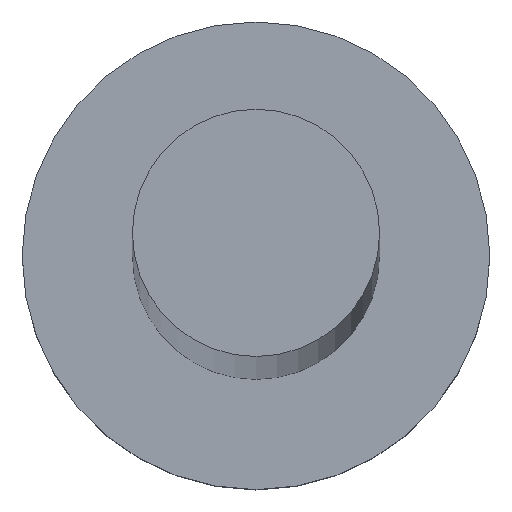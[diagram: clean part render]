
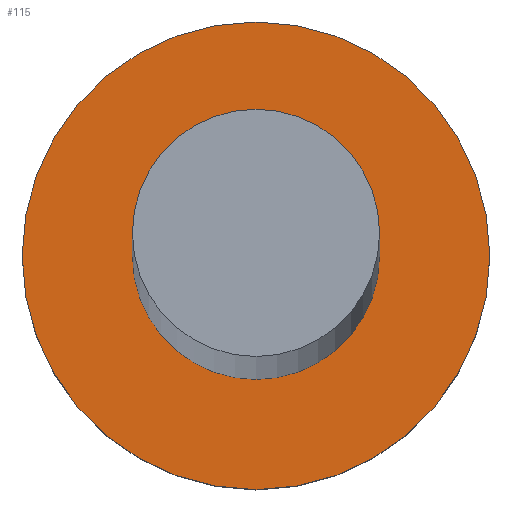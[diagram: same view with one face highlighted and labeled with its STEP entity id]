
A CAD part, top view. The second image highlights one B-rep face of the part: STEP entity #115.
In plain terms, the highlighted planar face has unit normal (0, 0, 1).
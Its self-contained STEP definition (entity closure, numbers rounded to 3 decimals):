
#4 = DIRECTION ( 'NONE',  ( 1., 0., 0. ) ) ;
#7 = EDGE_CURVE ( 'NONE', #94, #248, #81, .T. ) ;
#18 = FACE_BOUND ( 'NONE', #129, .T. ) ;
#19 = DIRECTION ( 'NONE',  ( 0., 0., 1. ) ) ;
#32 = ORIENTED_EDGE ( 'NONE', *, *, #220, .T. ) ;
#35 = ORIENTED_EDGE ( 'NONE', *, *, #42, .F. ) ;
#36 = DIRECTION ( 'NONE',  ( 0., 0., 1. ) ) ;
#42 = EDGE_CURVE ( 'NONE', #248, #94, #222, .T. ) ;
#51 = ORIENTED_EDGE ( 'NONE', *, *, #7, .F. ) ;
#53 = CARTESIAN_POINT ( 'NONE',  ( 3.5, 0., 3. ) ) ;
#65 = DIRECTION ( 'NONE',  ( 0., 0., 1. ) ) ;
#67 = DIRECTION ( 'NONE',  ( 0., 0., 1. ) ) ;
#72 = DIRECTION ( 'NONE',  ( 1., 0., 0. ) ) ;
#73 = CIRCLE ( 'NONE', #224, 3.5 ) ;
#74 = CARTESIAN_POINT ( 'NONE',  ( 1.85, 0., 3. ) ) ;
#81 = CIRCLE ( 'NONE', #184, 1.85 ) ;
#94 = VERTEX_POINT ( 'NONE', #74 ) ;
#96 = DIRECTION ( 'NONE',  ( 0., 0., 1. ) ) ;
#101 = AXIS2_PLACEMENT_3D ( 'NONE', #251, #36, #72 ) ;
#102 = DIRECTION ( 'NONE',  ( 1., 0., 0. ) ) ;
#103 = CIRCLE ( 'NONE', #101, 3.5 ) ;
#115 = ADVANCED_FACE ( 'NONE', ( #18, #135 ), #155, .T. ) ;
#116 = CARTESIAN_POINT ( 'NONE',  ( -3.5, 0., 3. ) ) ;
#128 = VERTEX_POINT ( 'NONE', #53 ) ;
#129 = EDGE_LOOP ( 'NONE', ( #35, #51 ) ) ;
#130 = AXIS2_PLACEMENT_3D ( 'NONE', #164, #65, #102 ) ;
#135 = FACE_OUTER_BOUND ( 'NONE', #190, .T. ) ;
#155 = PLANE ( 'NONE',  #252 ) ;
#164 = CARTESIAN_POINT ( 'NONE',  ( 0., 0., 3. ) ) ;
#178 = DIRECTION ( 'NONE',  ( 1., 0., 0. ) ) ;
#179 = CARTESIAN_POINT ( 'NONE',  ( 0., 0., 3. ) ) ;
#184 = AXIS2_PLACEMENT_3D ( 'NONE', #246, #67, #4 ) ;
#190 = EDGE_LOOP ( 'NONE', ( #232, #32 ) ) ;
#198 = CARTESIAN_POINT ( 'NONE',  ( 0., 0., 3. ) ) ;
#206 = EDGE_CURVE ( 'NONE', #213, #128, #103, .T. ) ;
#210 = CARTESIAN_POINT ( 'NONE',  ( -1.85, 0., 3. ) ) ;
#213 = VERTEX_POINT ( 'NONE', #116 ) ;
#220 = EDGE_CURVE ( 'NONE', #128, #213, #73, .T. ) ;
#222 = CIRCLE ( 'NONE', #130, 1.85 ) ;
#224 = AXIS2_PLACEMENT_3D ( 'NONE', #198, #96, #178 ) ;
#232 = ORIENTED_EDGE ( 'NONE', *, *, #206, .T. ) ;
#246 = CARTESIAN_POINT ( 'NONE',  ( 0., 0., 3. ) ) ;
#248 = VERTEX_POINT ( 'NONE', #210 ) ;
#251 = CARTESIAN_POINT ( 'NONE',  ( 0., 0., 3. ) ) ;
#252 = AXIS2_PLACEMENT_3D ( 'NONE', #179, #19, #253 ) ;
#253 = DIRECTION ( 'NONE',  ( 1., 0., 0. ) ) ;
